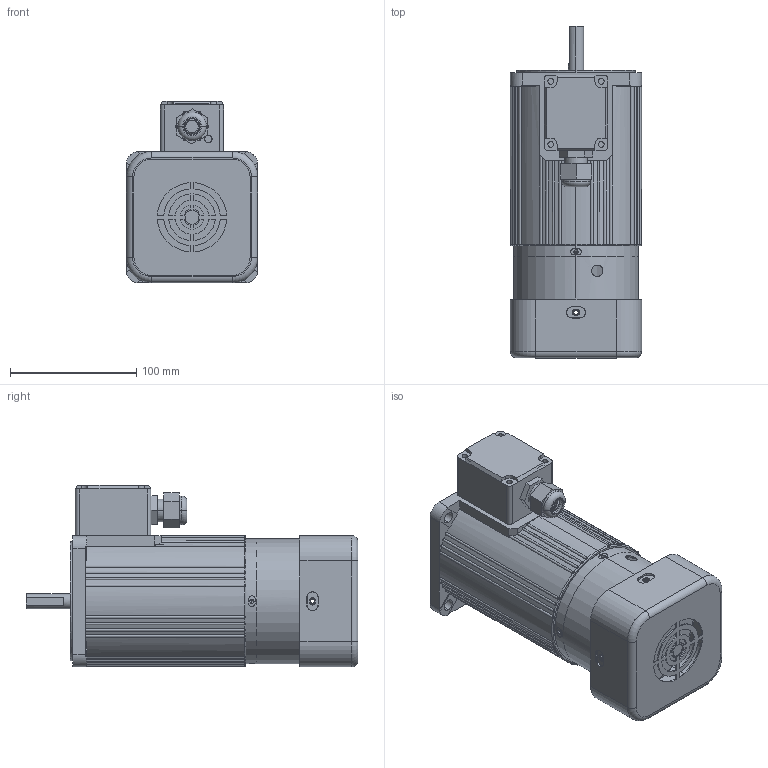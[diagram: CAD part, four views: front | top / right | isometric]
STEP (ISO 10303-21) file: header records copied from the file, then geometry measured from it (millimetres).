
FILE_DESCRIPTION (( 'STEP AP203' ), '1' );
FILE_NAME ('6IK120-250(R)A-MFT.STEP', '2020-01-10T05:39:16', ( 'Sky123.Org' ), ( 'Sky123.Org' ), 'SwSTEP 2.0', 'SolidWorks 2014', '' );
FILE_SCHEMA (( 'CONFIG_CONTROL_DESIGN' ));
Length unit declared in the file: millimetre
Products named in the file (9): 微型减速机接线盒装配体; 6IK120-250(R)A-MFT; 6IK120-250A; 100瑞欶; 价陬欶; 峚倰萇儂諉盄碟02; NPT1-2萇擢芛; NPT1-2つ踡芛; NPT1-2萇擢芛蚾饜极
Assembly tree (8 placements, depth 4):
  6IK120-250(R)A-MFT
    6IK120-250A
    100瑞欶
    价陬欶
    微型减速机接线盒装配体
      峚倰萇儂諉盄碟02
      NPT1-2萇擢芛蚾饜极
        NPT1-2萇擢芛
        NPT1-2つ踡芛
Bounding box: 104 x 263 x 144 mm (x, y, z)
Volume: 1384390.3 mm3; surface area: 213566.2 mm2
Topology: 6 solids, 6 shells, 766 faces, 2027 edges, 1293 vertices
Faces by surface type: plane 306, cylinder 275, torus 128, cone 57
Entity records: 26939 total; most frequent: CARTESIAN_POINT 6531, DIRECTION 4248, ORIENTED_EDGE 4034, EDGE_CURVE 2017, AXIS2_PLACEMENT_3D 1664, VERTEX_POINT 1293, LINE 920, VECTOR 920
